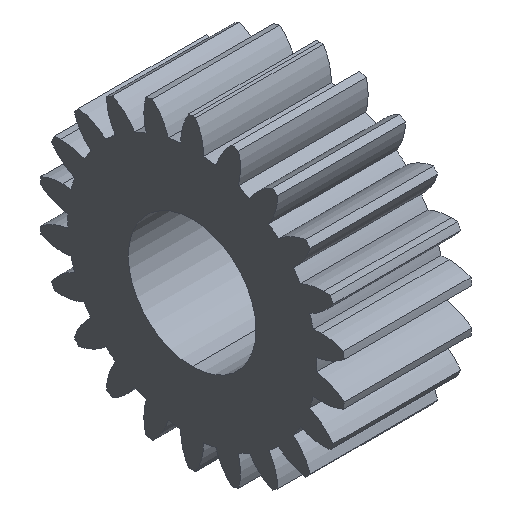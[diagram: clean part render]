
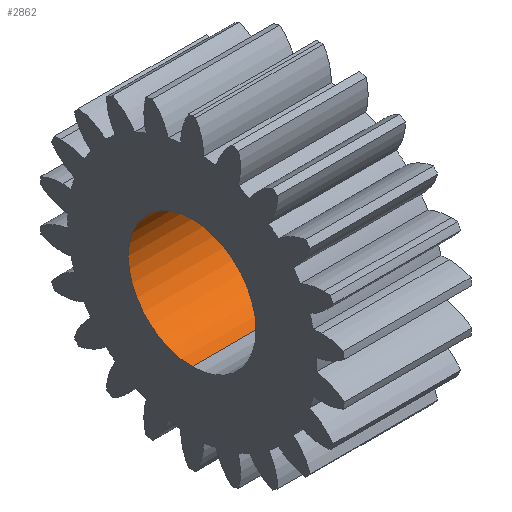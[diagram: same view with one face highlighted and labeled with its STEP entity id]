
A CAD part, isometric view. The second image highlights one B-rep face of the part: STEP entity #2862.
In plain terms, the highlighted cylindrical face has radius 5 mm (diameter 10 mm), a partial arc.
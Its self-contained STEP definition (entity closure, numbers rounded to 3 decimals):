
#1 = DIRECTION ( 'NONE',  ( 0., 0., -1. ) ) ;
#70 = DIRECTION ( 'NONE',  ( 0., 0., 1. ) ) ;
#99 = ORIENTED_EDGE ( 'NONE', *, *, #1205, .T. ) ;
#154 = EDGE_CURVE ( 'NONE', #3256, #560, #2847, .T. ) ;
#560 = VERTEX_POINT ( 'NONE', #1414 ) ;
#598 = CARTESIAN_POINT ( 'NONE',  ( 50., 0., -5. ) ) ;
#609 = CIRCLE ( 'NONE', #1084, 5. ) ;
#682 = CARTESIAN_POINT ( 'NONE',  ( 10., 0., -5. ) ) ;
#794 = DIRECTION ( 'NONE',  ( -1., 0., 0. ) ) ;
#1010 = EDGE_LOOP ( 'NONE', ( #1403, #1177, #2975, #99 ) ) ;
#1084 = AXIS2_PLACEMENT_3D ( 'NONE', #2950, #3237, #70 ) ;
#1177 = ORIENTED_EDGE ( 'NONE', *, *, #1581, .T. ) ;
#1205 = EDGE_CURVE ( 'NONE', #560, #3232, #1856, .T. ) ;
#1221 = DIRECTION ( 'NONE',  ( -1., 0., 0. ) ) ;
#1403 = ORIENTED_EDGE ( 'NONE', *, *, #2089, .F. ) ;
#1414 = CARTESIAN_POINT ( 'NONE',  ( 0., 0., 5. ) ) ;
#1501 = DIRECTION ( 'NONE',  ( 0., 0., 1. ) ) ;
#1549 = FACE_OUTER_BOUND ( 'NONE', #1010, .T. ) ;
#1552 = CARTESIAN_POINT ( 'NONE',  ( 50., 0., 5. ) ) ;
#1581 = EDGE_CURVE ( 'NONE', #1952, #3256, #609, .T. ) ;
#1727 = VECTOR ( 'NONE', #2233, 1000. ) ;
#1835 = CARTESIAN_POINT ( 'NONE',  ( 0., 0., 0. ) ) ;
#1842 = DIRECTION ( 'NONE',  ( -1., 0., 0. ) ) ;
#1856 = CIRCLE ( 'NONE', #2993, 5. ) ;
#1952 = VERTEX_POINT ( 'NONE', #682 ) ;
#2089 = EDGE_CURVE ( 'NONE', #1952, #3232, #3386, .T. ) ;
#2160 = CARTESIAN_POINT ( 'NONE',  ( 0., 0., -5. ) ) ;
#2233 = DIRECTION ( 'NONE',  ( -1., 0., 0. ) ) ;
#2291 = CARTESIAN_POINT ( 'NONE',  ( 50., 0., 0. ) ) ;
#2604 = VECTOR ( 'NONE', #1842, 1000. ) ;
#2847 = LINE ( 'NONE', #1552, #2604 ) ;
#2862 = ADVANCED_FACE ( 'NONE', ( #1549 ), #3006, .F. ) ;
#2947 = AXIS2_PLACEMENT_3D ( 'NONE', #2291, #1221, #1501 ) ;
#2950 = CARTESIAN_POINT ( 'NONE',  ( 10., 0., 0. ) ) ;
#2967 = CARTESIAN_POINT ( 'NONE',  ( 10., 0., 5. ) ) ;
#2975 = ORIENTED_EDGE ( 'NONE', *, *, #154, .T. ) ;
#2993 = AXIS2_PLACEMENT_3D ( 'NONE', #1835, #794, #1 ) ;
#3006 = CYLINDRICAL_SURFACE ( 'NONE', #2947, 5. ) ;
#3232 = VERTEX_POINT ( 'NONE', #2160 ) ;
#3237 = DIRECTION ( 'NONE',  ( 1., 0., 0. ) ) ;
#3256 = VERTEX_POINT ( 'NONE', #2967 ) ;
#3386 = LINE ( 'NONE', #598, #1727 ) ;
